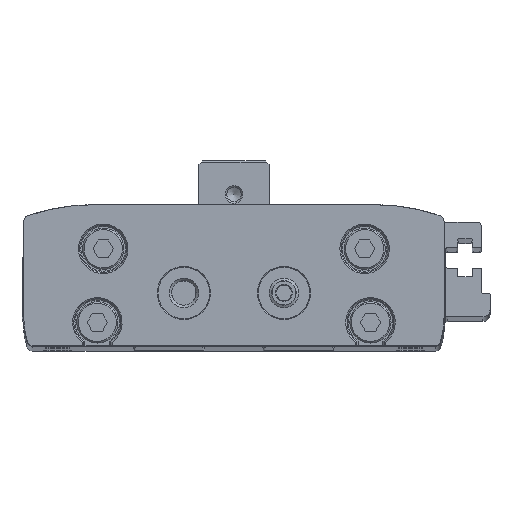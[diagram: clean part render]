
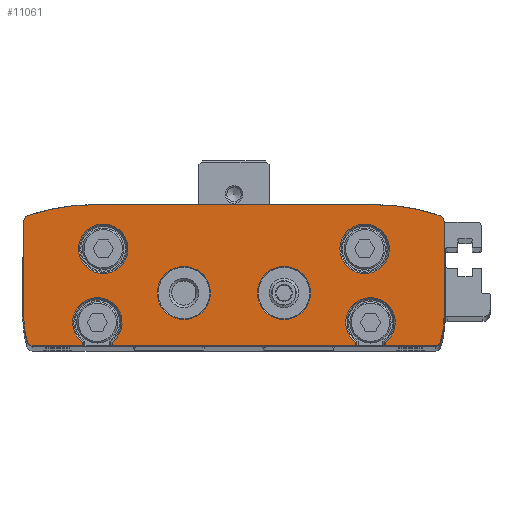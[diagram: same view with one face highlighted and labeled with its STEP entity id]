
A CAD part, top view. The second image highlights one B-rep face of the part: STEP entity #11061.
In plain terms, the highlighted planar face has unit normal (0, 0, 1).
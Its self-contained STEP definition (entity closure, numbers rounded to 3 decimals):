
#539=CIRCLE('',#11866,4.2);
#540=CIRCLE('',#11867,4.2);
#541=CIRCLE('',#11868,1.);
#542=CIRCLE('',#11869,15.);
#543=CIRCLE('',#11870,1.);
#544=CIRCLE('',#11871,35.);
#545=CIRCLE('',#11872,35.);
#546=CIRCLE('',#11873,1.);
#547=CIRCLE('',#11874,15.);
#548=CIRCLE('',#11875,1.);
#549=CIRCLE('',#11876,4.2);
#550=CIRCLE('',#11877,4.2);
#551=CIRCLE('',#11878,4.5);
#552=CIRCLE('',#11879,4.5);
#1248=ORIENTED_EDGE('',*,*,#4331,.F.);
#1249=ORIENTED_EDGE('',*,*,#4316,.T.);
#1250=ORIENTED_EDGE('',*,*,#4332,.T.);
#1251=ORIENTED_EDGE('',*,*,#4318,.F.);
#1252=ORIENTED_EDGE('',*,*,#4333,.F.);
#1253=ORIENTED_EDGE('',*,*,#4330,.T.);
#1254=ORIENTED_EDGE('',*,*,#4334,.T.);
#1255=ORIENTED_EDGE('',*,*,#4335,.T.);
#1256=ORIENTED_EDGE('',*,*,#4336,.T.);
#1257=ORIENTED_EDGE('',*,*,#4337,.T.);
#1258=ORIENTED_EDGE('',*,*,#4338,.T.);
#1259=ORIENTED_EDGE('',*,*,#4339,.T.);
#1260=ORIENTED_EDGE('',*,*,#4340,.T.);
#1261=ORIENTED_EDGE('',*,*,#4341,.T.);
#1262=ORIENTED_EDGE('',*,*,#4342,.T.);
#1263=ORIENTED_EDGE('',*,*,#4343,.T.);
#1264=ORIENTED_EDGE('',*,*,#4344,.T.);
#1265=ORIENTED_EDGE('',*,*,#4345,.T.);
#1266=ORIENTED_EDGE('',*,*,#4346,.T.);
#1267=ORIENTED_EDGE('',*,*,#4304,.F.);
#1268=ORIENTED_EDGE('',*,*,#4347,.F.);
#1269=ORIENTED_EDGE('',*,*,#4348,.F.);
#1270=ORIENTED_EDGE('',*,*,#4349,.F.);
#1271=ORIENTED_EDGE('',*,*,#4350,.F.);
#4304=EDGE_CURVE('',#5845,#5847,#6920,.T.);
#4316=EDGE_CURVE('',#5855,#5856,#6929,.T.);
#4318=EDGE_CURVE('',#5857,#5859,#6930,.T.);
#4330=EDGE_CURVE('',#5867,#5868,#6939,.T.);
#4331=EDGE_CURVE('',#5855,#5845,#539,.T.);
#4332=EDGE_CURVE('',#5856,#5859,#6940,.T.);
#4333=EDGE_CURVE('',#5867,#5857,#540,.T.);
#4334=EDGE_CURVE('',#5868,#5869,#6941,.T.);
#4335=EDGE_CURVE('',#5869,#5870,#541,.T.);
#4336=EDGE_CURVE('',#5870,#5871,#542,.T.);
#4337=EDGE_CURVE('',#5871,#5872,#6942,.T.);
#4338=EDGE_CURVE('',#5872,#5873,#543,.T.);
#4339=EDGE_CURVE('',#5873,#5874,#544,.T.);
#4340=EDGE_CURVE('',#5874,#5875,#6943,.T.);
#4341=EDGE_CURVE('',#5875,#5876,#545,.T.);
#4342=EDGE_CURVE('',#5876,#5877,#546,.T.);
#4343=EDGE_CURVE('',#5877,#5878,#6944,.T.);
#4344=EDGE_CURVE('',#5878,#5879,#547,.T.);
#4345=EDGE_CURVE('',#5879,#5880,#548,.T.);
#4346=EDGE_CURVE('',#5880,#5847,#6945,.T.);
#4347=EDGE_CURVE('',#5881,#5881,#549,.T.);
#4348=EDGE_CURVE('',#5882,#5882,#550,.T.);
#4349=EDGE_CURVE('',#5883,#5883,#551,.T.);
#4350=EDGE_CURVE('',#5884,#5884,#552,.T.);
#5845=VERTEX_POINT('',#16950);
#5847=VERTEX_POINT('',#16953);
#5855=VERTEX_POINT('',#16977);
#5856=VERTEX_POINT('',#16979);
#5857=VERTEX_POINT('',#16986);
#5859=VERTEX_POINT('',#16989);
#5867=VERTEX_POINT('',#17013);
#5868=VERTEX_POINT('',#17015);
#5869=VERTEX_POINT('',#17022);
#5870=VERTEX_POINT('',#17024);
#5871=VERTEX_POINT('',#17026);
#5872=VERTEX_POINT('',#17028);
#5873=VERTEX_POINT('',#17030);
#5874=VERTEX_POINT('',#17032);
#5875=VERTEX_POINT('',#17034);
#5876=VERTEX_POINT('',#17036);
#5877=VERTEX_POINT('',#17038);
#5878=VERTEX_POINT('',#17040);
#5879=VERTEX_POINT('',#17042);
#5880=VERTEX_POINT('',#17044);
#5881=VERTEX_POINT('',#17047);
#5882=VERTEX_POINT('',#17049);
#5883=VERTEX_POINT('',#17051);
#5884=VERTEX_POINT('',#17053);
#6920=LINE('',#16952,#7828);
#6929=LINE('',#16980,#7837);
#6930=LINE('',#16988,#7838);
#6939=LINE('',#17016,#7847);
#6940=LINE('',#17019,#7848);
#6941=LINE('',#17021,#7849);
#6942=LINE('',#17027,#7850);
#6943=LINE('',#17033,#7851);
#6944=LINE('',#17039,#7852);
#6945=LINE('',#17045,#7853);
#7828=VECTOR('',#13308,1000.);
#7837=VECTOR('',#13327,1000.);
#7838=VECTOR('',#13330,1000.);
#7847=VECTOR('',#13349,1000.);
#7848=VECTOR('',#13354,1000.);
#7849=VECTOR('',#13357,1000.);
#7850=VECTOR('',#13362,1000.);
#7851=VECTOR('',#13367,1000.);
#7852=VECTOR('',#13372,1000.);
#7853=VECTOR('',#13377,1000.);
#8709=EDGE_LOOP('',(#1248,#1249,#1250,#1251,#1252,#1253,#1254,#1255,#1256,
#1257,#1258,#1259,#1260,#1261,#1262,#1263,#1264,#1265,#1266,#1267));
#8710=EDGE_LOOP('',(#1268));
#8711=EDGE_LOOP('',(#1269));
#8712=EDGE_LOOP('',(#1270));
#8713=EDGE_LOOP('',(#1271));
#9721=FACE_BOUND('',#8709,.T.);
#9722=FACE_BOUND('',#8710,.T.);
#9723=FACE_BOUND('',#8711,.T.);
#9724=FACE_BOUND('',#8712,.T.);
#9725=FACE_BOUND('',#8713,.T.);
#10712=PLANE('',#11865);
#11061=ADVANCED_FACE('',(#9721,#9722,#9723,#9724,#9725),#10712,.T.);
#11865=AXIS2_PLACEMENT_3D('',#17017,#13350,#13351);
#11866=AXIS2_PLACEMENT_3D('',#17018,#13352,#13353);
#11867=AXIS2_PLACEMENT_3D('',#17020,#13355,#13356);
#11868=AXIS2_PLACEMENT_3D('',#17023,#13358,#13359);
#11869=AXIS2_PLACEMENT_3D('',#17025,#13360,#13361);
#11870=AXIS2_PLACEMENT_3D('',#17029,#13363,#13364);
#11871=AXIS2_PLACEMENT_3D('',#17031,#13365,#13366);
#11872=AXIS2_PLACEMENT_3D('',#17035,#13368,#13369);
#11873=AXIS2_PLACEMENT_3D('',#17037,#13370,#13371);
#11874=AXIS2_PLACEMENT_3D('',#17041,#13373,#13374);
#11875=AXIS2_PLACEMENT_3D('',#17043,#13375,#13376);
#11876=AXIS2_PLACEMENT_3D('',#17046,#13378,#13379);
#11877=AXIS2_PLACEMENT_3D('',#17048,#13380,#13381);
#11878=AXIS2_PLACEMENT_3D('',#17050,#13382,#13383);
#11879=AXIS2_PLACEMENT_3D('',#17052,#13384,#13385);
#13308=DIRECTION('',(0.,-1.,0.));
#13327=DIRECTION('',(0.,-1.,0.));
#13330=DIRECTION('',(0.,-1.,0.));
#13349=DIRECTION('',(0.,-1.,0.));
#13350=DIRECTION('',(0.,0.,1.));
#13351=DIRECTION('',(1.,0.,0.));
#13352=DIRECTION('',(0.,0.,1.));
#13353=DIRECTION('',(1.,0.,0.));
#13354=DIRECTION('',(1.,0.,0.));
#13355=DIRECTION('',(0.,0.,1.));
#13356=DIRECTION('',(1.,0.,0.));
#13357=DIRECTION('',(1.,0.,0.));
#13358=DIRECTION('',(0.,0.,1.));
#13359=DIRECTION('',(1.,0.,0.));
#13360=DIRECTION('',(0.,0.,1.));
#13361=DIRECTION('',(1.,0.,0.));
#13362=DIRECTION('',(0.,1.,0.));
#13363=DIRECTION('',(0.,0.,1.));
#13364=DIRECTION('',(1.,0.,0.));
#13365=DIRECTION('',(0.,0.,1.));
#13366=DIRECTION('',(1.,0.,0.));
#13367=DIRECTION('',(-1.,0.,0.));
#13368=DIRECTION('',(0.,0.,1.));
#13369=DIRECTION('',(1.,0.,0.));
#13370=DIRECTION('',(0.,0.,1.));
#13371=DIRECTION('',(1.,0.,0.));
#13372=DIRECTION('',(0.,-1.,0.));
#13373=DIRECTION('',(0.,0.,1.));
#13374=DIRECTION('',(1.,0.,0.));
#13375=DIRECTION('',(0.,0.,1.));
#13376=DIRECTION('',(1.,0.,0.));
#13377=DIRECTION('',(1.,0.,0.));
#13378=DIRECTION('',(0.,0.,1.));
#13379=DIRECTION('',(1.,0.,0.));
#13380=DIRECTION('',(0.,0.,1.));
#13381=DIRECTION('',(1.,0.,0.));
#13382=DIRECTION('',(0.,0.,1.));
#13383=DIRECTION('',(1.,0.,0.));
#13384=DIRECTION('',(0.,0.,1.));
#13385=DIRECTION('',(1.,0.,0.));
#16950=CARTESIAN_POINT('',(-25.7,0.625,255.));
#16952=CARTESIAN_POINT('',(-25.7,4.,255.));
#16953=CARTESIAN_POINT('',(-25.7,0.,255.));
#16977=CARTESIAN_POINT('',(-20.7,0.625,255.));
#16979=CARTESIAN_POINT('',(-20.7,0.,255.));
#16980=CARTESIAN_POINT('',(-20.7,4.,255.));
#16986=CARTESIAN_POINT('',(20.7,0.625,255.));
#16988=CARTESIAN_POINT('',(20.7,4.,255.));
#16989=CARTESIAN_POINT('',(20.7,0.,255.));
#17013=CARTESIAN_POINT('',(25.7,0.625,255.));
#17015=CARTESIAN_POINT('',(25.7,0.,255.));
#17016=CARTESIAN_POINT('',(25.7,4.,255.));
#17017=CARTESIAN_POINT('',(-20.7,5.,255.));
#17018=CARTESIAN_POINT('',(-23.2,4.,255.));
#17019=CARTESIAN_POINT('',(-34.116,0.,255.));
#17020=CARTESIAN_POINT('',(23.2,4.,255.));
#17021=CARTESIAN_POINT('',(-34.116,0.,255.));
#17022=CARTESIAN_POINT('',(34.116,0.,255.));
#17023=CARTESIAN_POINT('',(34.116,1.,255.));
#17024=CARTESIAN_POINT('',(35.075,0.714,255.));
#17025=CARTESIAN_POINT('',(20.7,5.,255.));
#17026=CARTESIAN_POINT('',(35.7,5.,255.));
#17027=CARTESIAN_POINT('',(35.7,5.,255.));
#17028=CARTESIAN_POINT('',(35.7,21.171,255.));
#17029=CARTESIAN_POINT('',(34.7,21.171,255.));
#17030=CARTESIAN_POINT('',(35.024,22.118,255.));
#17031=CARTESIAN_POINT('',(23.7,-11.,255.));
#17032=CARTESIAN_POINT('',(23.7,24.,255.));
#17033=CARTESIAN_POINT('',(23.7,24.,255.));
#17034=CARTESIAN_POINT('',(-23.7,24.,255.));
#17035=CARTESIAN_POINT('',(-23.7,-11.,255.));
#17036=CARTESIAN_POINT('',(-35.024,22.118,255.));
#17037=CARTESIAN_POINT('',(-34.7,21.171,255.));
#17038=CARTESIAN_POINT('',(-35.7,21.171,255.));
#17039=CARTESIAN_POINT('',(-35.7,21.171,255.));
#17040=CARTESIAN_POINT('',(-35.7,5.,255.));
#17041=CARTESIAN_POINT('',(-20.7,5.,255.));
#17042=CARTESIAN_POINT('',(-35.075,0.714,255.));
#17043=CARTESIAN_POINT('',(-34.116,1.,255.));
#17044=CARTESIAN_POINT('',(-34.116,0.,255.));
#17045=CARTESIAN_POINT('',(-34.116,0.,255.));
#17046=CARTESIAN_POINT('',(-22.2,16.5,255.));
#17047=CARTESIAN_POINT('',(-18.,16.5,255.));
#17048=CARTESIAN_POINT('',(22.2,16.5,255.));
#17049=CARTESIAN_POINT('',(26.4,16.5,255.));
#17050=CARTESIAN_POINT('',(-8.5,9.,255.));
#17051=CARTESIAN_POINT('',(-4.,9.,255.));
#17052=CARTESIAN_POINT('',(8.5,9.,255.));
#17053=CARTESIAN_POINT('',(13.,9.,255.));
